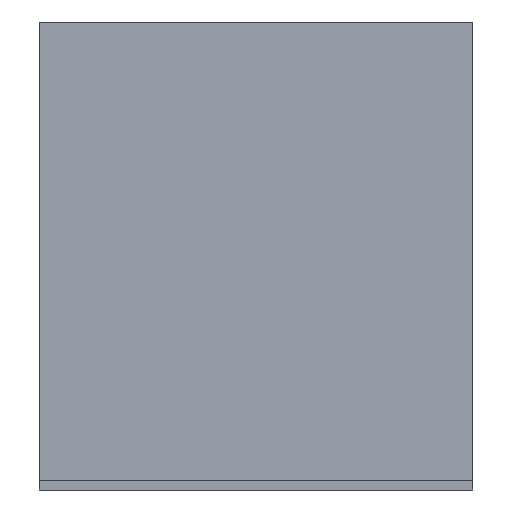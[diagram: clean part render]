
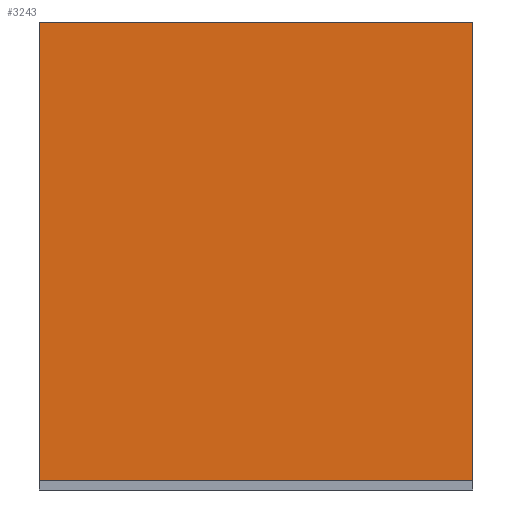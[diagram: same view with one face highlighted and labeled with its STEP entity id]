
A CAD part, front view. The second image highlights one B-rep face of the part: STEP entity #3243.
In plain terms, the highlighted planar face has unit normal (0, -1, 0).
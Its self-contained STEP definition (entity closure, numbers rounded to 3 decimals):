
#231=FACE_OUTER_BOUND('',#435,.T.);
#435=EDGE_LOOP('',(#2577,#2578,#2579,#2580));
#752=LINE('',#4973,#1158);
#779=LINE('',#5043,#1185);
#795=LINE('',#5074,#1201);
#796=LINE('',#5075,#1202);
#1158=VECTOR('',#4060,10.);
#1185=VECTOR('',#4105,10.);
#1201=VECTOR('',#4125,10.);
#1202=VECTOR('',#4126,10.);
#1487=VERTEX_POINT('',#4969);
#1489=VERTEX_POINT('',#4972);
#1523=VERTEX_POINT('',#5042);
#1536=VERTEX_POINT('',#5073);
#1856=EDGE_CURVE('',#1489,#1487,#752,.T.);
#1891=EDGE_CURVE('',#1489,#1523,#779,.T.);
#1907=EDGE_CURVE('',#1487,#1536,#795,.T.);
#1908=EDGE_CURVE('',#1536,#1523,#796,.T.);
#2577=ORIENTED_EDGE('',*,*,#1856,.T.);
#2578=ORIENTED_EDGE('',*,*,#1907,.T.);
#2579=ORIENTED_EDGE('',*,*,#1908,.T.);
#2580=ORIENTED_EDGE('',*,*,#1891,.F.);
#3058=PLANE('',#3491);
#3243=ADVANCED_FACE('',(#231),#3058,.T.);
#3491=AXIS2_PLACEMENT_3D('',#5072,#4123,#4124);
#4060=DIRECTION('',(1.,0.,0.));
#4105=DIRECTION('',(0.,0.,1.));
#4123=DIRECTION('center_axis',(0.,-1.,0.));
#4124=DIRECTION('ref_axis',(1.,0.,0.));
#4125=DIRECTION('',(0.,0.,1.));
#4126=DIRECTION('',(-1.,0.,0.));
#4969=CARTESIAN_POINT('',(-1.737,16.005,0.));
#4972=CARTESIAN_POINT('',(-141.737,16.005,0.));
#4973=CARTESIAN_POINT('',(-106.737,16.005,0.));
#5042=CARTESIAN_POINT('',(-141.737,16.005,148.));
#5043=CARTESIAN_POINT('',(-141.737,16.005,0.));
#5072=CARTESIAN_POINT('Origin',(-141.737,16.005,0.));
#5073=CARTESIAN_POINT('',(-1.737,16.005,148.));
#5074=CARTESIAN_POINT('',(-1.737,16.005,0.));
#5075=CARTESIAN_POINT('',(-1.737,16.005,148.));
